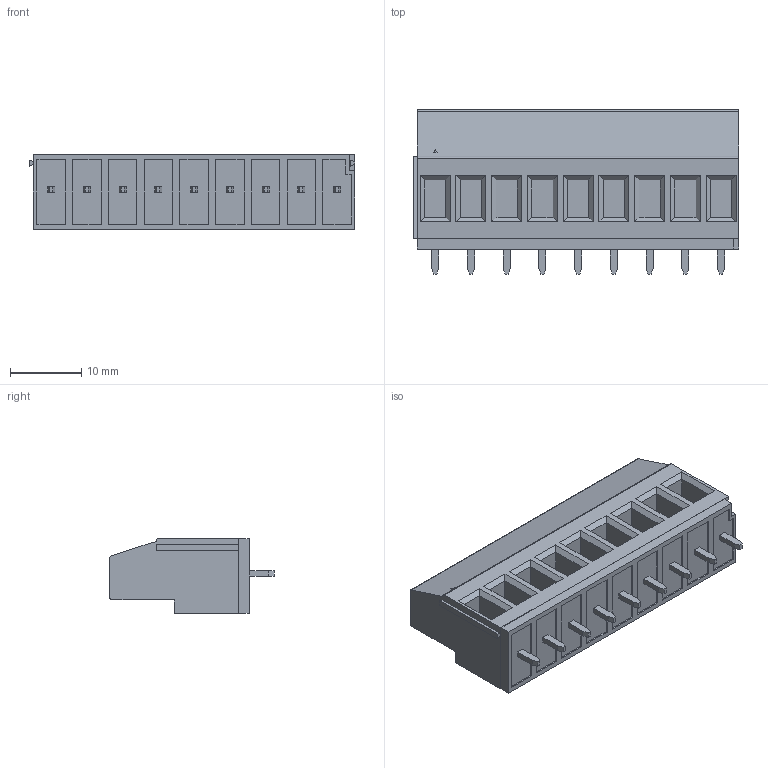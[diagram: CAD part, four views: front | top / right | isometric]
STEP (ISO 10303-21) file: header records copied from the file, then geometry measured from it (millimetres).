
FILE_DESCRIPTION (( 'STEP AP214' ), '1' );
FILE_NAME ('DG129-5.0-09P-14-00AH.STEP', '2021-01-12T19:31:54', ( '' ), ( '' ), 'SwSTEP 2.0', 'SolidWorks 2020', '' );
FILE_SCHEMA (( 'AUTOMOTIVE_DESIGN' ));
Length unit declared in the file: millimetre
Products named in the file (1): DG129-5.0-09P-14-00AH
Bounding box: 45.6 x 23 x 10.5 mm (x, y, z)
Volume: 6691.9 mm3; surface area: 4879.1 mm2
Topology: 1 solids, 1 shells, 854 faces, 2174 edges, 1411 vertices
Faces by surface type: plane 497, bspline 207, cylinder 89, torus 45, cone 16
Entity records: 41274 total; most frequent: CARTESIAN_POINT 16083, ORIENTED_EDGE 4348, DIRECTION 3376, EDGE_CURVE 2174, VERTEX_POINT 1411, LINE 1404, VECTOR 1404, AXIS2_PLACEMENT_3D 986
